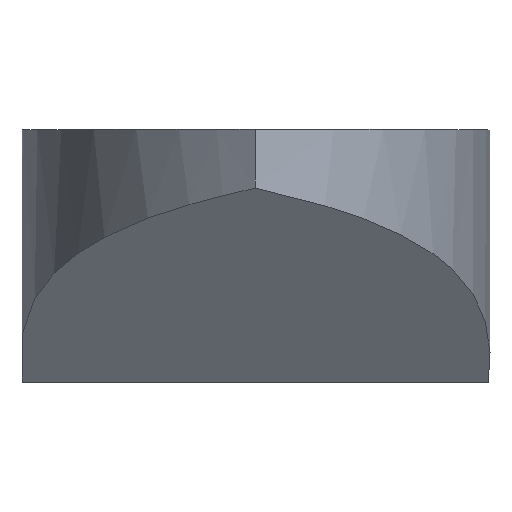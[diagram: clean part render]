
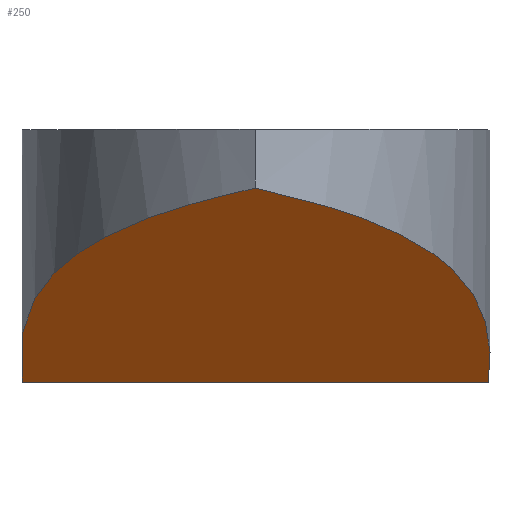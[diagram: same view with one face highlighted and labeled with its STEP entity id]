
A CAD part, top view. The second image highlights one B-rep face of the part: STEP entity #250.
In plain terms, the highlighted planar face has unit normal (0, -0.947, 0.321).
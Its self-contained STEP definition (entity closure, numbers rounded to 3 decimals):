
#27=FACE_OUTER_BOUND('',#42,.T.);
#42=EDGE_LOOP('',(#196,#197,#198));
#62=LINE('',#565,#85);
#85=VECTOR('',#308,10.);
#104=B_SPLINE_CURVE_WITH_KNOTS('',3,(#533,#534,#535,#536,#537,#538,#539,
#540,#541,#542,#543,#544,#545,#546,#547,#548,#549,#550,#551,#552,#553,#554,
#555,#556,#557,#558,#559,#560,#561,#562,#563),.UNSPECIFIED.,.F.,.F.,(4,
3,3,3,3,3,3,3,3,3,4),(-3.575,-3.246,-2.302,
-1.823,-1.545,-1.358,-0.962,
-0.765,-0.622,-0.137,0.),
 .UNSPECIFIED.);
#105=B_SPLINE_CURVE_WITH_KNOTS('',3,(#566,#567,#568,#569,#570,#571,#572,
#573,#574,#575),.UNSPECIFIED.,.F.,.F.,(4,2,2,2,4),(-5.724,-3.745,
-2.229,-0.997,0.),.UNSPECIFIED.);
#120=VERTEX_POINT('',#531);
#121=VERTEX_POINT('',#532);
#122=VERTEX_POINT('',#564);
#148=EDGE_CURVE('',#120,#121,#104,.T.);
#149=EDGE_CURVE('',#122,#120,#62,.T.);
#150=EDGE_CURVE('',#121,#122,#105,.T.);
#196=ORIENTED_EDGE('',*,*,#148,.F.);
#197=ORIENTED_EDGE('',*,*,#149,.F.);
#198=ORIENTED_EDGE('',*,*,#150,.F.);
#237=PLANE('',#277);
#250=ADVANCED_FACE('',(#27),#237,.F.);
#277=AXIS2_PLACEMENT_3D('',#530,#306,#307);
#306=DIRECTION('center_axis',(0.,0.947,-0.321));
#307=DIRECTION('ref_axis',(0.,0.321,0.947));
#308=DIRECTION('',(-1.,0.,0.));
#530=CARTESIAN_POINT('Origin',(20.644,0.,-2.));
#531=CARTESIAN_POINT('',(-1.944,0.,-2.));
#532=CARTESIAN_POINT('',(9.35,9.347,25.614));
#533=CARTESIAN_POINT('Ctrl Pts',(-1.944,0.,
-2.));
#534=CARTESIAN_POINT('Ctrl Pts',(-1.962,0.211,-1.376));
#535=CARTESIAN_POINT('Ctrl Pts',(-1.98,0.431,-0.727));
#536=CARTESIAN_POINT('Ctrl Pts',(-1.999,0.658,-0.056));
#537=CARTESIAN_POINT('Ctrl Pts',(-2.054,1.31,1.869));
#538=CARTESIAN_POINT('Ctrl Pts',(-2.035,2.022,3.973));
#539=CARTESIAN_POINT('Ctrl Pts',(-1.838,2.77,6.184));
#540=CARTESIAN_POINT('Ctrl Pts',(-1.738,3.15,7.306));
#541=CARTESIAN_POINT('Ctrl Pts',(-1.591,3.539,8.455));
#542=CARTESIAN_POINT('Ctrl Pts',(-1.376,3.934,9.624));
#543=CARTESIAN_POINT('Ctrl Pts',(-1.251,4.165,10.304));
#544=CARTESIAN_POINT('Ctrl Pts',(-1.103,4.397,10.991));
#545=CARTESIAN_POINT('Ctrl Pts',(-0.927,4.631,11.682));
#546=CARTESIAN_POINT('Ctrl Pts',(-0.809,4.788,12.145));
#547=CARTESIAN_POINT('Ctrl Pts',(-0.682,4.942,12.6));
#548=CARTESIAN_POINT('Ctrl Pts',(-0.512,5.125,13.14));
#549=CARTESIAN_POINT('Ctrl Pts',(-0.151,5.514,14.29));
#550=CARTESIAN_POINT('Ctrl Pts',(0.393,5.996,15.714));
#551=CARTESIAN_POINT('Ctrl Pts',(1.231,6.512,17.238));
#552=CARTESIAN_POINT('Ctrl Pts',(1.647,6.768,17.995));
#553=CARTESIAN_POINT('Ctrl Pts',(2.136,7.032,18.776));
#554=CARTESIAN_POINT('Ctrl Pts',(2.711,7.298,19.561));
#555=CARTESIAN_POINT('Ctrl Pts',(3.127,7.49,20.129));
#556=CARTESIAN_POINT('Ctrl Pts',(3.551,7.665,20.647));
#557=CARTESIAN_POINT('Ctrl Pts',(3.974,7.826,21.12));
#558=CARTESIAN_POINT('Ctrl Pts',(5.418,8.372,22.734));
#559=CARTESIAN_POINT('Ctrl Pts',(6.839,8.761,23.883));
#560=CARTESIAN_POINT('Ctrl Pts',(8.215,9.082,24.831));
#561=CARTESIAN_POINT('Ctrl Pts',(8.603,9.173,25.099));
#562=CARTESIAN_POINT('Ctrl Pts',(8.981,9.261,25.36));
#563=CARTESIAN_POINT('Ctrl Pts',(9.35,9.347,25.614));
#564=CARTESIAN_POINT('',(20.644,0.,-2.));
#565=CARTESIAN_POINT('',(14.997,0.,-2.));
#566=CARTESIAN_POINT('Ctrl Pts',(9.35,9.347,25.614));
#567=CARTESIAN_POINT('Ctrl Pts',(11.1,8.938,24.407));
#568=CARTESIAN_POINT('Ctrl Pts',(12.782,8.562,23.297));
#569=CARTESIAN_POINT('Ctrl Pts',(16.227,7.257,19.439));
#570=CARTESIAN_POINT('Ctrl Pts',(17.418,6.619,17.555));
#571=CARTESIAN_POINT('Ctrl Pts',(19.039,5.377,13.886));
#572=CARTESIAN_POINT('Ctrl Pts',(20.005,4.458,11.171));
#573=CARTESIAN_POINT('Ctrl Pts',(20.83,1.88,3.554));
#574=CARTESIAN_POINT('Ctrl Pts',(20.733,1.065,1.145));
#575=CARTESIAN_POINT('Ctrl Pts',(20.644,0.,
-2.));
